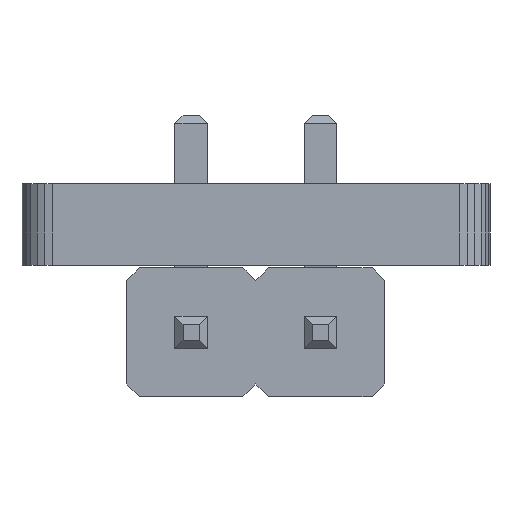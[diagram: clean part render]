
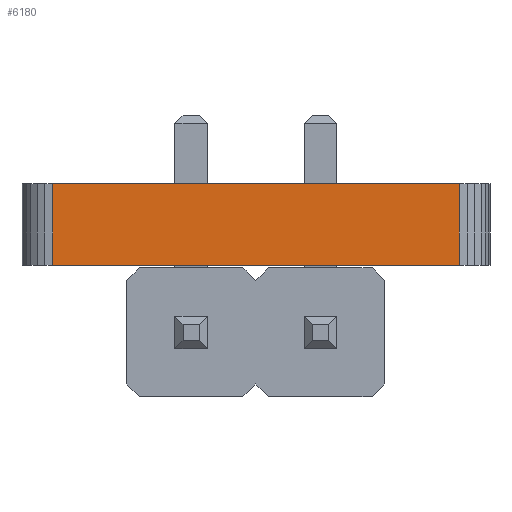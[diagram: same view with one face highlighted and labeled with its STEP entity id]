
A CAD part, front view. The second image highlights one B-rep face of the part: STEP entity #6180.
In plain terms, the highlighted planar face has unit normal (0, -1, 0).
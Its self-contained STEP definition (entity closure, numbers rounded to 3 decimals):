
#3863 = PLANE('',#3864);
#3864 = AXIS2_PLACEMENT_3D('',#3865,#3866,#3867);
#3865 = CARTESIAN_POINT('',(0.,-0.05,1.6));
#3866 = DIRECTION('',(-0.,-0.,-1.));
#3867 = DIRECTION('',(-1.,0.,0.));
#3917 = PLANE('',#3918);
#3918 = AXIS2_PLACEMENT_3D('',#3919,#3920,#3921);
#3919 = CARTESIAN_POINT('',(0.,-0.05,0.));
#3920 = DIRECTION('',(-0.,-0.,-1.));
#3921 = DIRECTION('',(-1.,0.,0.));
#4334 = VERTEX_POINT('',#4335);
#4335 = CARTESIAN_POINT('',(4.,-6.5,0.));
#4349 = PLANE('',#4350);
#4350 = AXIS2_PLACEMENT_3D('',#4351,#4352,#4353);
#4351 = CARTESIAN_POINT('',(4.155,-6.48,0.));
#4352 = DIRECTION('',(0.131,-0.991,0.));
#4353 = DIRECTION('',(-0.991,-0.131,0.));
#4361 = EDGE_CURVE('',#4334,#4362,#4364,.T.);
#4362 = VERTEX_POINT('',#4363);
#4363 = CARTESIAN_POINT('',(-4.,-6.5,0.));
#4364 = SURFACE_CURVE('',#4365,(#4369,#4376),.PCURVE_S1.);
#4365 = LINE('',#4366,#4367);
#4366 = CARTESIAN_POINT('',(4.,-6.5,0.));
#4367 = VECTOR('',#4368,1.);
#4368 = DIRECTION('',(-1.,0.,0.));
#4369 = PCURVE('',#3917,#4370);
#4370 = DEFINITIONAL_REPRESENTATION('',(#4371),#4375);
#4371 = LINE('',#4372,#4373);
#4372 = CARTESIAN_POINT('',(-4.,-6.45));
#4373 = VECTOR('',#4374,1.);
#4374 = DIRECTION('',(1.,0.));
#4375 = ( GEOMETRIC_REPRESENTATION_CONTEXT(2) 
PARAMETRIC_REPRESENTATION_CONTEXT() REPRESENTATION_CONTEXT('2D SPACE',''
  ) );
#4376 = PCURVE('',#4377,#4382);
#4377 = PLANE('',#4378);
#4378 = AXIS2_PLACEMENT_3D('',#4379,#4380,#4381);
#4379 = CARTESIAN_POINT('',(4.,-6.5,0.));
#4380 = DIRECTION('',(0.,-1.,0.));
#4381 = DIRECTION('',(-1.,0.,0.));
#4382 = DEFINITIONAL_REPRESENTATION('',(#4383),#4387);
#4383 = LINE('',#4384,#4385);
#4384 = CARTESIAN_POINT('',(0.,-0.));
#4385 = VECTOR('',#4386,1.);
#4386 = DIRECTION('',(1.,0.));
#4387 = ( GEOMETRIC_REPRESENTATION_CONTEXT(2) 
PARAMETRIC_REPRESENTATION_CONTEXT() REPRESENTATION_CONTEXT('2D SPACE',''
  ) );
#4405 = PLANE('',#4406);
#4406 = AXIS2_PLACEMENT_3D('',#4407,#4408,#4409);
#4407 = CARTESIAN_POINT('',(-4.,-6.5,0.));
#4408 = DIRECTION('',(-0.131,-0.991,0.));
#4409 = DIRECTION('',(-0.991,0.131,0.));
#5128 = VERTEX_POINT('',#5129);
#5129 = CARTESIAN_POINT('',(4.,-6.5,1.6));
#5150 = EDGE_CURVE('',#5128,#5151,#5153,.T.);
#5151 = VERTEX_POINT('',#5152);
#5152 = CARTESIAN_POINT('',(-4.,-6.5,1.6));
#5153 = SURFACE_CURVE('',#5154,(#5158,#5165),.PCURVE_S1.);
#5154 = LINE('',#5155,#5156);
#5155 = CARTESIAN_POINT('',(4.,-6.5,1.6));
#5156 = VECTOR('',#5157,1.);
#5157 = DIRECTION('',(-1.,0.,0.));
#5158 = PCURVE('',#3863,#5159);
#5159 = DEFINITIONAL_REPRESENTATION('',(#5160),#5164);
#5160 = LINE('',#5161,#5162);
#5161 = CARTESIAN_POINT('',(-4.,-6.45));
#5162 = VECTOR('',#5163,1.);
#5163 = DIRECTION('',(1.,0.));
#5164 = ( GEOMETRIC_REPRESENTATION_CONTEXT(2) 
PARAMETRIC_REPRESENTATION_CONTEXT() REPRESENTATION_CONTEXT('2D SPACE',''
  ) );
#5165 = PCURVE('',#4377,#5166);
#5166 = DEFINITIONAL_REPRESENTATION('',(#5167),#5171);
#5167 = LINE('',#5168,#5169);
#5168 = CARTESIAN_POINT('',(0.,-1.6));
#5169 = VECTOR('',#5170,1.);
#5170 = DIRECTION('',(1.,0.));
#5171 = ( GEOMETRIC_REPRESENTATION_CONTEXT(2) 
PARAMETRIC_REPRESENTATION_CONTEXT() REPRESENTATION_CONTEXT('2D SPACE',''
  ) );
#6132 = EDGE_CURVE('',#4334,#5128,#6133,.T.);
#6133 = SURFACE_CURVE('',#6134,(#6138,#6145),.PCURVE_S1.);
#6134 = LINE('',#6135,#6136);
#6135 = CARTESIAN_POINT('',(4.,-6.5,0.));
#6136 = VECTOR('',#6137,1.);
#6137 = DIRECTION('',(0.,0.,1.));
#6138 = PCURVE('',#4349,#6139);
#6139 = DEFINITIONAL_REPRESENTATION('',(#6140),#6144);
#6140 = LINE('',#6141,#6142);
#6141 = CARTESIAN_POINT('',(0.157,0.));
#6142 = VECTOR('',#6143,1.);
#6143 = DIRECTION('',(0.,-1.));
#6144 = ( GEOMETRIC_REPRESENTATION_CONTEXT(2) 
PARAMETRIC_REPRESENTATION_CONTEXT() REPRESENTATION_CONTEXT('2D SPACE',''
  ) );
#6145 = PCURVE('',#4377,#6146);
#6146 = DEFINITIONAL_REPRESENTATION('',(#6147),#6151);
#6147 = LINE('',#6148,#6149);
#6148 = CARTESIAN_POINT('',(0.,-0.));
#6149 = VECTOR('',#6150,1.);
#6150 = DIRECTION('',(0.,-1.));
#6151 = ( GEOMETRIC_REPRESENTATION_CONTEXT(2) 
PARAMETRIC_REPRESENTATION_CONTEXT() REPRESENTATION_CONTEXT('2D SPACE',''
  ) );
#6180 = ADVANCED_FACE('',(#6181),#4377,.T.);
#6181 = FACE_BOUND('',#6182,.T.);
#6182 = EDGE_LOOP('',(#6183,#6184,#6185,#6206));
#6183 = ORIENTED_EDGE('',*,*,#6132,.T.);
#6184 = ORIENTED_EDGE('',*,*,#5150,.T.);
#6185 = ORIENTED_EDGE('',*,*,#6186,.F.);
#6186 = EDGE_CURVE('',#4362,#5151,#6187,.T.);
#6187 = SURFACE_CURVE('',#6188,(#6192,#6199),.PCURVE_S1.);
#6188 = LINE('',#6189,#6190);
#6189 = CARTESIAN_POINT('',(-4.,-6.5,0.));
#6190 = VECTOR('',#6191,1.);
#6191 = DIRECTION('',(0.,0.,1.));
#6192 = PCURVE('',#4377,#6193);
#6193 = DEFINITIONAL_REPRESENTATION('',(#6194),#6198);
#6194 = LINE('',#6195,#6196);
#6195 = CARTESIAN_POINT('',(8.,0.));
#6196 = VECTOR('',#6197,1.);
#6197 = DIRECTION('',(0.,-1.));
#6198 = ( GEOMETRIC_REPRESENTATION_CONTEXT(2) 
PARAMETRIC_REPRESENTATION_CONTEXT() REPRESENTATION_CONTEXT('2D SPACE',''
  ) );
#6199 = PCURVE('',#4405,#6200);
#6200 = DEFINITIONAL_REPRESENTATION('',(#6201),#6205);
#6201 = LINE('',#6202,#6203);
#6202 = CARTESIAN_POINT('',(0.,0.));
#6203 = VECTOR('',#6204,1.);
#6204 = DIRECTION('',(0.,-1.));
#6205 = ( GEOMETRIC_REPRESENTATION_CONTEXT(2) 
PARAMETRIC_REPRESENTATION_CONTEXT() REPRESENTATION_CONTEXT('2D SPACE',''
  ) );
#6206 = ORIENTED_EDGE('',*,*,#4361,.F.);
